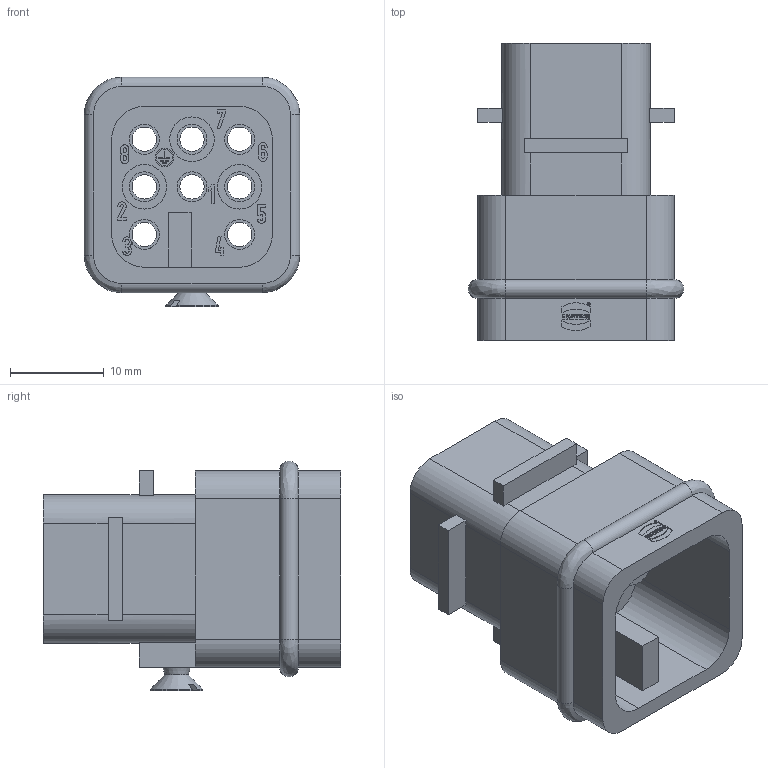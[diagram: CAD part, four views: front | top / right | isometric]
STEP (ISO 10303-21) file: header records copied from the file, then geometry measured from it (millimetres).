
FILE_DESCRIPTION(/* description */ (''),/* implementation_level */ '2;1');
FILE_NAME(/* name */ '100179184ugm000_b.stp',/* time_stamp */ '2017-09-28T17:33:04+02:00',/* author */ (''),/* organization */ (''),/* preprocessor_version */ 'ST-DEVELOPER v16',/* originating_system */ 'SIEMENS PLM Software NX 10.0',/* authorisation */ '');
FILE_SCHEMA (('AUTOMOTIVE_DESIGN { 1 0 10303 214 3 1 1 1 }'));
Length unit declared in the file: millimetre
Products named in the file (1): 100179184ugm000_b
Bounding box: 23 x 31.7 x 24.5 mm (x, y, z)
Volume: 5920 mm3; surface area: 6236.2 mm2
Topology: 1 solids, 1 shells, 512 faces, 1334 edges, 895 vertices
Faces by surface type: plane 376, cylinder 115, bspline 18, cone 3
Full cylindrical faces by diameter (mm): 0.226 x1, 0.296 x1, 1.8 x1, 2 x1, 2.025 x1, 2.25 x1, 2.6 x8, 3 x1, 3.2 x8, 3.4 x8, 4.75 x3
Entity records: 18945 total; most frequent: CARTESIAN_POINT 3339, ORIENTED_EDGE 2596, DIRECTION 2538, EDGE_CURVE 1298, LINE 994, VECTOR 994, VERTEX_POINT 886, AXIS2_PLACEMENT_3D 772
